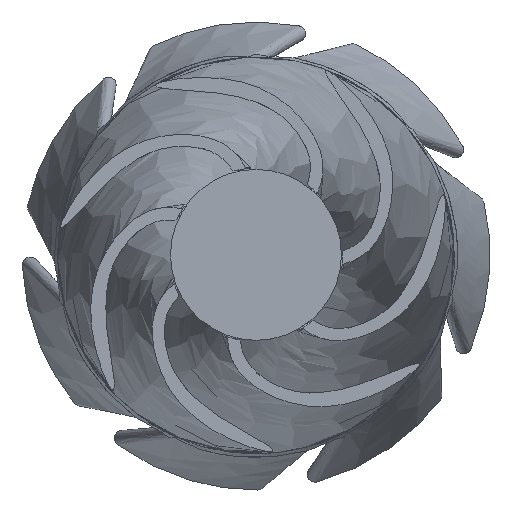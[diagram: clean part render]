
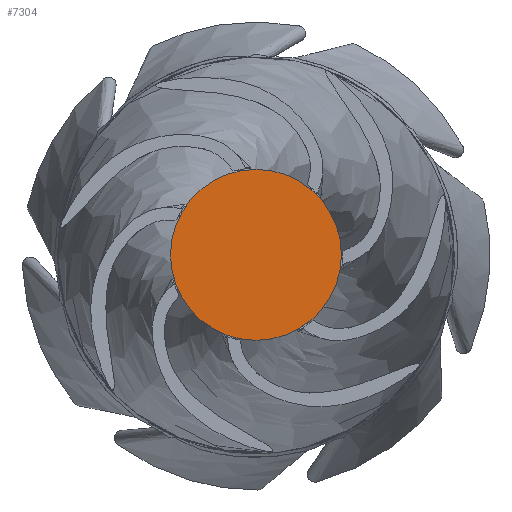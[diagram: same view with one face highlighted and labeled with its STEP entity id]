
A CAD part, top view. The second image highlights one B-rep face of the part: STEP entity #7304.
In plain terms, the highlighted planar face has unit normal (0, 0, 1).
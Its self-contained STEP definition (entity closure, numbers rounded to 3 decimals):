
#621=CIRCLE('',#7835,32.5);
#1082=FACE_OUTER_BOUND('',#1507,.T.);
#1507=EDGE_LOOP('',(#4930));
#2746=VERTEX_POINT('',#11371);
#3596=EDGE_CURVE('',#2746,#2746,#621,.T.);
#4930=ORIENTED_EDGE('',*,*,#3596,.T.);
#7129=PLANE('',#7837);
#7304=ADVANCED_FACE('',(#1082),#7129,.T.);
#7835=AXIS2_PLACEMENT_3D('',#11373,#8259,#8260);
#7837=AXIS2_PLACEMENT_3D('',#11375,#8263,#8264);
#8259=DIRECTION('center_axis',(0.,0.,
1.));
#8260=DIRECTION('ref_axis',(1.,0.,0.));
#8263=DIRECTION('center_axis',(0.,0.,
1.));
#8264=DIRECTION('ref_axis',(1.,0.,0.));
#11371=CARTESIAN_POINT('',(-210.5,0.,52.));
#11373=CARTESIAN_POINT('Origin',(-178.,0.,52.));
#11375=CARTESIAN_POINT('Origin',(-178.,0.,52.));
